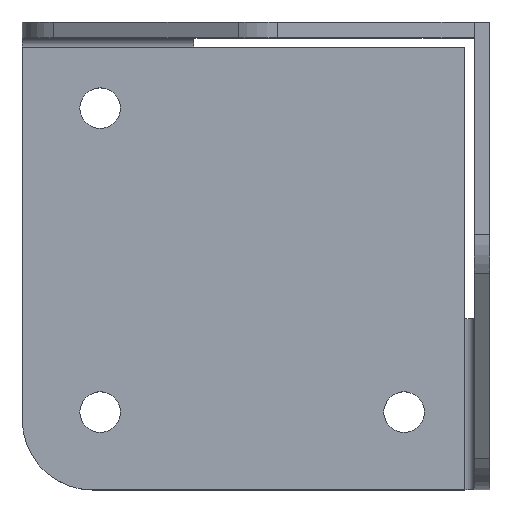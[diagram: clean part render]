
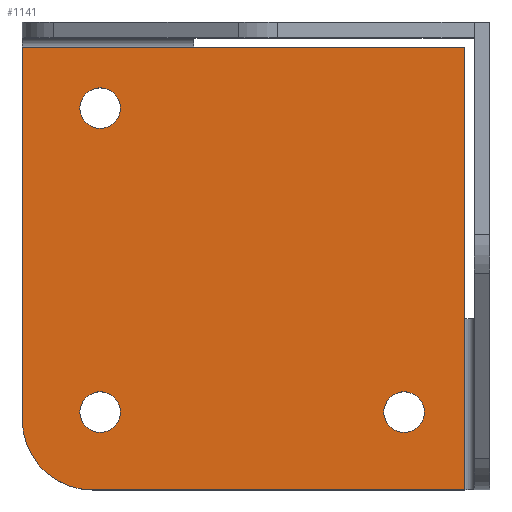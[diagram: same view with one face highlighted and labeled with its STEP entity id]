
A CAD part, top view. The second image highlights one B-rep face of the part: STEP entity #1141.
In plain terms, the highlighted planar face has unit normal (0, 0, 1).
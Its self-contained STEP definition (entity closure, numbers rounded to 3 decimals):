
#3 = EDGE_CURVE ( 'NONE', #1787, #2171, #3285, .T. ) ;
#25 = DIRECTION ( 'NONE',  ( -1., 0., 0. ) ) ;
#53 = CIRCLE ( 'NONE', #843, 22.5 ) ;
#59 = CARTESIAN_POINT ( 'NONE',  ( 122.5, 25., 0. ) ) ;
#64 = CARTESIAN_POINT ( 'NONE',  ( 142., 142., 0. ) ) ;
#102 = VECTOR ( 'NONE', #581, 1000. ) ;
#155 = CARTESIAN_POINT ( 'NONE',  ( 0., 22.5, 0. ) ) ;
#160 = AXIS2_PLACEMENT_3D ( 'NONE', #400, #964, #3115 ) ;
#169 = ORIENTED_EDGE ( 'NONE', *, *, #2983, .F. ) ;
#186 = CIRCLE ( 'NONE', #231, 6.5 ) ;
#200 = DIRECTION ( 'NONE',  ( 1., 0., 0. ) ) ;
#228 = CIRCLE ( 'NONE', #160, 6.5 ) ;
#231 = AXIS2_PLACEMENT_3D ( 'NONE', #2467, #3020, #2987 ) ;
#315 = EDGE_LOOP ( 'NONE', ( #1453, #359 ) ) ;
#316 = VECTOR ( 'NONE', #25, 1000. ) ;
#333 = EDGE_CURVE ( 'NONE', #2045, #488, #3489, .T. ) ;
#353 = CIRCLE ( 'NONE', #3356, 6.5 ) ;
#359 = ORIENTED_EDGE ( 'NONE', *, *, #3052, .T. ) ;
#373 = VERTEX_POINT ( 'NONE', #1056 ) ;
#387 = CARTESIAN_POINT ( 'NONE',  ( 25., 122.5, 0. ) ) ;
#400 = CARTESIAN_POINT ( 'NONE',  ( 25., 25., 0. ) ) ;
#410 = FACE_BOUND ( 'NONE', #3498, .T. ) ;
#488 = VERTEX_POINT ( 'NONE', #64 ) ;
#489 = CARTESIAN_POINT ( 'NONE',  ( 142., 0., 0. ) ) ;
#539 = DIRECTION ( 'NONE',  ( 0., 0., -1. ) ) ;
#557 = DIRECTION ( 'NONE',  ( 1., 0., 0. ) ) ;
#581 = DIRECTION ( 'NONE',  ( 0., 1., 0. ) ) ;
#583 = CARTESIAN_POINT ( 'NONE',  ( 31.5, 25., 0. ) ) ;
#594 = CARTESIAN_POINT ( 'NONE',  ( 142., 75., 0. ) ) ;
#605 = DIRECTION ( 'NONE',  ( 0., 0., -1. ) ) ;
#655 = DIRECTION ( 'NONE',  ( 0., 0., -1. ) ) ;
#660 = EDGE_CURVE ( 'NONE', #1075, #2622, #1902, .T. ) ;
#666 = ORIENTED_EDGE ( 'NONE', *, *, #333, .F. ) ;
#709 = CARTESIAN_POINT ( 'NONE',  ( 116., 25., 0. ) ) ;
#726 = DIRECTION ( 'NONE',  ( 0., 0., 1. ) ) ;
#767 = VERTEX_POINT ( 'NONE', #3185 ) ;
#770 = CARTESIAN_POINT ( 'NONE',  ( 0., 150., 0. ) ) ;
#843 = AXIS2_PLACEMENT_3D ( 'NONE', #2733, #605, #1880 ) ;
#863 = VECTOR ( 'NONE', #1118, 1000. ) ;
#870 = VECTOR ( 'NONE', #2637, 1000. ) ;
#871 = AXIS2_PLACEMENT_3D ( 'NONE', #2155, #539, #1337 ) ;
#897 = VERTEX_POINT ( 'NONE', #3406 ) ;
#964 = DIRECTION ( 'NONE',  ( 0., 0., -1. ) ) ;
#971 = CARTESIAN_POINT ( 'NONE',  ( 142., 55., 0. ) ) ;
#1056 = CARTESIAN_POINT ( 'NONE',  ( 18.5, 25., 0. ) ) ;
#1069 = LINE ( 'NONE', #1949, #1681 ) ;
#1075 = VERTEX_POINT ( 'NONE', #155 ) ;
#1118 = DIRECTION ( 'NONE',  ( 0., 1., 0. ) ) ;
#1141 = ADVANCED_FACE ( 'NONE', ( #410, #1364, #1291, #1729 ), #3415, .T. ) ;
#1181 = DIRECTION ( 'NONE',  ( 1., 0., 0. ) ) ;
#1208 = DIRECTION ( 'NONE',  ( 1., 0., 0. ) ) ;
#1248 = LINE ( 'NONE', #594, #102 ) ;
#1257 = CARTESIAN_POINT ( 'NONE',  ( 0., 142., 0. ) ) ;
#1291 = FACE_BOUND ( 'NONE', #315, .T. ) ;
#1295 = EDGE_CURVE ( 'NONE', #3213, #2109, #1248, .T. ) ;
#1313 = VERTEX_POINT ( 'NONE', #1912 ) ;
#1335 = VECTOR ( 'NONE', #557, 1000. ) ;
#1337 = DIRECTION ( 'NONE',  ( 1., 0., 0. ) ) ;
#1353 = EDGE_CURVE ( 'NONE', #2045, #2622, #3315, .T. ) ;
#1364 = FACE_BOUND ( 'NONE', #2425, .T. ) ;
#1417 = ORIENTED_EDGE ( 'NONE', *, *, #3251, .T. ) ;
#1453 = ORIENTED_EDGE ( 'NONE', *, *, #3323, .T. ) ;
#1471 = LINE ( 'NONE', #2164, #863 ) ;
#1624 = EDGE_CURVE ( 'NONE', #373, #2405, #228, .T. ) ;
#1626 = CARTESIAN_POINT ( 'NONE',  ( 75., 142., 0. ) ) ;
#1665 = DIRECTION ( 'NONE',  ( 0., 0., -1. ) ) ;
#1681 = VECTOR ( 'NONE', #2216, 1000. ) ;
#1700 = ORIENTED_EDGE ( 'NONE', *, *, #660, .F. ) ;
#1729 = FACE_OUTER_BOUND ( 'NONE', #2217, .T. ) ;
#1787 = VERTEX_POINT ( 'NONE', #2050 ) ;
#1880 = DIRECTION ( 'NONE',  ( -1., 0., 0. ) ) ;
#1902 = LINE ( 'NONE', #770, #870 ) ;
#1912 = CARTESIAN_POINT ( 'NONE',  ( 31.5, 122.5, 0. ) ) ;
#1916 = CARTESIAN_POINT ( 'NONE',  ( 25., 122.5, 0. ) ) ;
#1949 = CARTESIAN_POINT ( 'NONE',  ( 0., 0., 0. ) ) ;
#1969 = CIRCLE ( 'NONE', #3403, 6.5 ) ;
#2042 = CARTESIAN_POINT ( 'NONE',  ( 75., 75., 0. ) ) ;
#2045 = VERTEX_POINT ( 'NONE', #2429 ) ;
#2050 = CARTESIAN_POINT ( 'NONE',  ( 129., 25., 0. ) ) ;
#2109 = VERTEX_POINT ( 'NONE', #971 ) ;
#2155 = CARTESIAN_POINT ( 'NONE',  ( 122.5, 25., 0. ) ) ;
#2164 = CARTESIAN_POINT ( 'NONE',  ( 142., 142., 0. ) ) ;
#2168 = ORIENTED_EDGE ( 'NONE', *, *, #2412, .T. ) ;
#2171 = VERTEX_POINT ( 'NONE', #709 ) ;
#2216 = DIRECTION ( 'NONE',  ( -1., 0., 0. ) ) ;
#2217 = EDGE_LOOP ( 'NONE', ( #2587, #1700, #2225, #169, #2769, #2168, #666 ) ) ;
#2225 = ORIENTED_EDGE ( 'NONE', *, *, #2255, .F. ) ;
#2235 = DIRECTION ( 'NONE',  ( 1., 0., 0. ) ) ;
#2255 = EDGE_CURVE ( 'NONE', #767, #1075, #53, .T. ) ;
#2330 = EDGE_CURVE ( 'NONE', #2405, #373, #186, .T. ) ;
#2354 = AXIS2_PLACEMENT_3D ( 'NONE', #59, #1665, #2235 ) ;
#2405 = VERTEX_POINT ( 'NONE', #583 ) ;
#2412 = EDGE_CURVE ( 'NONE', #2109, #488, #1471, .T. ) ;
#2425 = EDGE_LOOP ( 'NONE', ( #2620, #2517 ) ) ;
#2429 = CARTESIAN_POINT ( 'NONE',  ( 55., 142., 0. ) ) ;
#2464 = AXIS2_PLACEMENT_3D ( 'NONE', #2042, #726, #200 ) ;
#2467 = CARTESIAN_POINT ( 'NONE',  ( 25., 25., 0. ) ) ;
#2517 = ORIENTED_EDGE ( 'NONE', *, *, #1624, .T. ) ;
#2519 = CIRCLE ( 'NONE', #871, 6.5 ) ;
#2551 = ORIENTED_EDGE ( 'NONE', *, *, #3, .T. ) ;
#2587 = ORIENTED_EDGE ( 'NONE', *, *, #1353, .T. ) ;
#2620 = ORIENTED_EDGE ( 'NONE', *, *, #2330, .T. ) ;
#2622 = VERTEX_POINT ( 'NONE', #1257 ) ;
#2637 = DIRECTION ( 'NONE',  ( 0., 1., 0. ) ) ;
#2733 = CARTESIAN_POINT ( 'NONE',  ( 22.5, 22.5, 0. ) ) ;
#2769 = ORIENTED_EDGE ( 'NONE', *, *, #1295, .T. ) ;
#2983 = EDGE_CURVE ( 'NONE', #3213, #767, #1069, .T. ) ;
#2987 = DIRECTION ( 'NONE',  ( 1., 0., 0. ) ) ;
#3020 = DIRECTION ( 'NONE',  ( 0., 0., -1. ) ) ;
#3052 = EDGE_CURVE ( 'NONE', #897, #1313, #1969, .T. ) ;
#3115 = DIRECTION ( 'NONE',  ( 1., 0., 0. ) ) ;
#3185 = CARTESIAN_POINT ( 'NONE',  ( 22.5, 0., 0. ) ) ;
#3213 = VERTEX_POINT ( 'NONE', #489 ) ;
#3251 = EDGE_CURVE ( 'NONE', #2171, #1787, #2519, .T. ) ;
#3285 = CIRCLE ( 'NONE', #2354, 6.5 ) ;
#3302 = DIRECTION ( 'NONE',  ( 0., 0., -1. ) ) ;
#3315 = LINE ( 'NONE', #1626, #316 ) ;
#3323 = EDGE_CURVE ( 'NONE', #1313, #897, #353, .T. ) ;
#3356 = AXIS2_PLACEMENT_3D ( 'NONE', #1916, #3302, #1181 ) ;
#3403 = AXIS2_PLACEMENT_3D ( 'NONE', #387, #655, #1208 ) ;
#3406 = CARTESIAN_POINT ( 'NONE',  ( 18.5, 122.5, 0. ) ) ;
#3415 = PLANE ( 'NONE',  #2464 ) ;
#3489 = LINE ( 'NONE', #3491, #1335 ) ;
#3491 = CARTESIAN_POINT ( 'NONE',  ( 150., 142., 0. ) ) ;
#3498 = EDGE_LOOP ( 'NONE', ( #2551, #1417 ) ) ;
